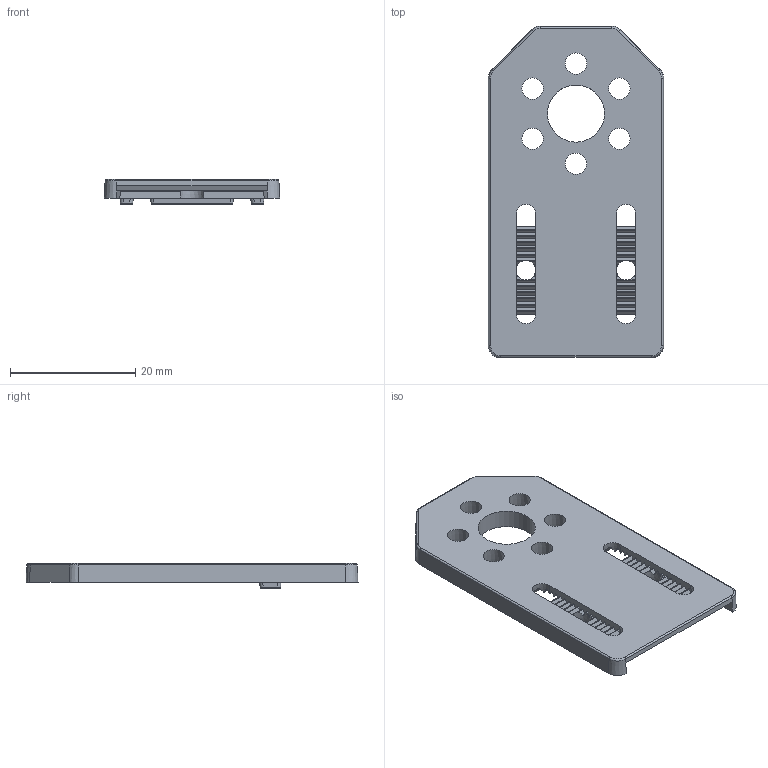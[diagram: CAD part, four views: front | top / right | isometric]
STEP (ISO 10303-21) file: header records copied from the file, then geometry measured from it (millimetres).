
FILE_DESCRIPTION(/* description */ (''),/* implementation_level */ '2;1');
FILE_NAME(/* name */ 'REV-41-1313.step',/* time_stamp */ '2017-04-10T11:07:12-05:00',/* author */ (''),/* organization */ (''),/* preprocessor_version */ 'ST-DEVELOPER v16.5',/* originating_system */ 'Autodesk Translation Framework v5.2.0.2920',/* authorisation */ '');
FILE_SCHEMA (('AUTOMOTIVE_DESIGN { 1 0 10303 214 3 1 1 }'));
Length unit declared in the file: millimetre
Products named in the file (4): REV-41-1313 v1; DKLX-30000-101 V1.1 v2; Component1; DKLX-30000-111 V1.1 v2
Assembly tree (3 placements, depth 3):
  REV-41-1313 v1
    DKLX-30000-101 V1.1 v2
    Component1
      DKLX-30000-111 V1.1 v2
Bounding box: 28 x 53 x 4 mm (x, y, z)
Volume: 3060.4 mm3; surface area: 4864.5 mm2
Topology: 2 solids, 2 shells, 467 faces, 1362 edges, 892 vertices
Faces by surface type: plane 394, cone 24, bspline 20, cylinder 19, torus 10
Full cylindrical faces by diameter (mm): 9.1 x1
Entity records: 15960 total; most frequent: CARTESIAN_POINT 3437, ORIENTED_EDGE 2700, DIRECTION 2479, EDGE_CURVE 1350, LINE 1065, VECTOR 1065, VERTEX_POINT 889, AXIS2_PLACEMENT_3D 707
